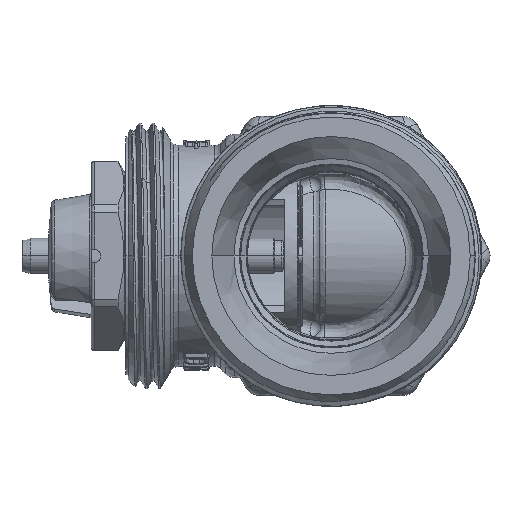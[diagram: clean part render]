
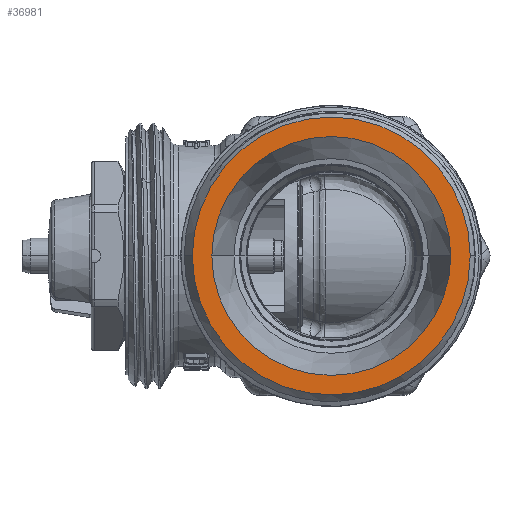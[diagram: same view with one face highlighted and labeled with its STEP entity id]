
A CAD part, left-side view. The second image highlights one B-rep face of the part: STEP entity #36981.
In plain terms, the highlighted planar face has unit normal (-1, 0, 0).
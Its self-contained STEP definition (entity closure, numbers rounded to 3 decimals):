
#9582=CARTESIAN_POINT('',(-30.4,0.,0.));
#9583=DIRECTION('',(-1.,0.,0.));
#9584=DIRECTION('',(0.,1.,0.));
#9585=AXIS2_PLACEMENT_3D('',#9582,#9583,#9584);
#9587=CARTESIAN_POINT('',(-30.4,0.,0.));
#9588=DIRECTION('',(-1.,0.,0.));
#9589=DIRECTION('',(0.,-1.,0.));
#9590=AXIS2_PLACEMENT_3D('',#9587,#9588,#9589);
#9592=CARTESIAN_POINT('',(-30.4,0.,0.));
#9593=DIRECTION('',(1.,0.,0.));
#9594=DIRECTION('',(0.,1.,0.));
#9595=AXIS2_PLACEMENT_3D('',#9592,#9593,#9594);
#9597=CARTESIAN_POINT('',(-30.4,0.,0.));
#9598=DIRECTION('',(1.,0.,0.));
#9599=DIRECTION('',(0.,-1.,0.));
#9600=AXIS2_PLACEMENT_3D('',#9597,#9598,#9599);
#24784=CARTESIAN_POINT('',(-30.4,15.7,0.));
#24785=CARTESIAN_POINT('',(-30.4,-15.7,0.));
#24786=VERTEX_POINT('',#24784);
#24787=VERTEX_POINT('',#24785);
#25126=CARTESIAN_POINT('',(-30.4,13.5,0.));
#25128=VERTEX_POINT('',#25126);
#25130=CARTESIAN_POINT('',(-30.4,-13.5,0.));
#25132=VERTEX_POINT('',#25130);
#36966=CARTESIAN_POINT('',(-30.4,15.7,0.));
#36967=DIRECTION('',(1.,0.,0.));
#36968=DIRECTION('',(0.,-1.,0.));
#36969=AXIS2_PLACEMENT_3D('',#36966,#36967,#36968);
#36970=PLANE('',#36969);
#36971=ORIENTED_EDGE('',*,*,#36960,.F.);
#36972=ORIENTED_EDGE('',*,*,#36666,.F.);
#36973=EDGE_LOOP('',(#36971,#36972));
#36974=FACE_OUTER_BOUND('',#36973,.F.);
#36976=ORIENTED_EDGE('',*,*,#36975,.F.);
#36978=ORIENTED_EDGE('',*,*,#36977,.F.);
#36979=EDGE_LOOP('',(#36976,#36978));
#36980=FACE_BOUND('',#36979,.F.);
#36981=ADVANCED_FACE('',(#36974,#36980),#36970,.F.);
#9586=CIRCLE('',#9585,15.7);
#9591=CIRCLE('',#9590,15.7);
#9596=CIRCLE('',#9595,13.5);
#9601=CIRCLE('',#9600,13.5);
#36666=EDGE_CURVE('',#24787,#24786,#9591,.T.);
#36960=EDGE_CURVE('',#24786,#24787,#9586,.T.);
#36975=EDGE_CURVE('',#25128,#25132,#9596,.T.);
#36977=EDGE_CURVE('',#25132,#25128,#9601,.T.);
